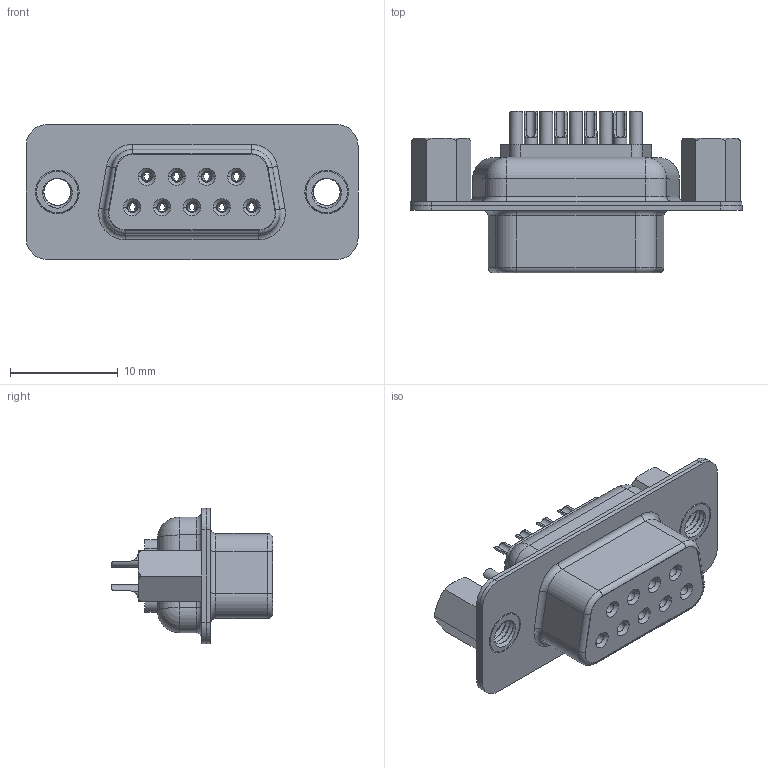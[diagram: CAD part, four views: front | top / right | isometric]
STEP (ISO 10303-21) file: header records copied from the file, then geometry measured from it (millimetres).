
FILE_DESCRIPTION((''),'2;1');
FILE_NAME('100-0924822110-A1_ASM','2016-03-09T',('mark_2'),(''),'PRO/ENGINEER BY PARAMETRIC TECHNOLOGY CORPORATION, 2008230','PRO/ENGINEER BY PARAMETRIC TECHNOLOGY CORPORATION, 2008230','');
FILE_SCHEMA(('CONFIG_CONTROL_DESIGN'));
Length unit declared in the file: millimetre
Products named in the file (9): 100-09HOUSING_7; 100-09FEMALE-FRONTSHELL_18; MANIFOLD_SOLID_BREP_4331; MANIFOLD_SOLID_BREP_5333; 104-FEMALE-TERMINAL-SHORT_4_ASM; 100-09FEMALE-BACKSHELL5555_6; NUT_3_6; 100-09FEMALE-ASSMBLY_ASM_15_ASM; 100-0924822110-A1_ASM
Assembly tree (17 placements, depth 4):
  100-0924822110-A1_ASM
    100-09FEMALE-ASSMBLY_ASM_15_ASM
      100-09HOUSING_7
      100-09FEMALE-FRONTSHELL_18
      104-FEMALE-TERMINAL-SHORT_4_ASM  x9
        MANIFOLD_SOLID_BREP_4331
        MANIFOLD_SOLID_BREP_5333
      100-09FEMALE-BACKSHELL5555_6
      NUT_3_6  x2
Bounding box: 30.81 x 15 x 12.55 mm (x, y, z)
Volume: 1880.7 mm3; surface area: 4172.9 mm2
Topology: 23 solids, 23 shells, 746 faces, 2057 edges, 1349 vertices
Faces by surface type: cylinder 353, plane 247, cone 98, torus 24, sphere 12, bspline 12
Entity records: 13180 total; most frequent: CARTESIAN_POINT 5221, DIRECTION 1710, ORIENTED_EDGE 1610, EDGE_CURVE 805, AXIS2_PLACEMENT_3D 690, VERTEX_POINT 520, CIRCLE 354, EDGE_LOOP 339
